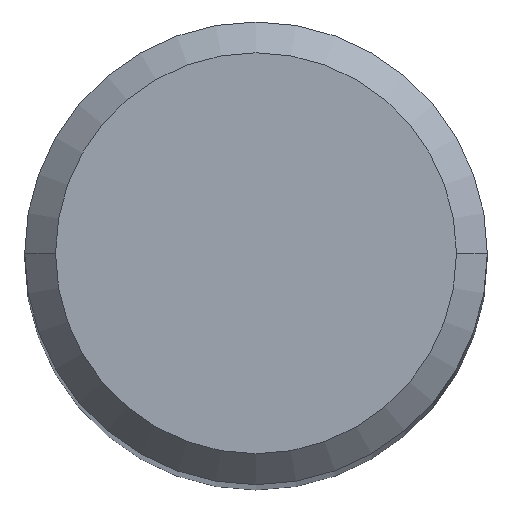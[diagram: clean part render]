
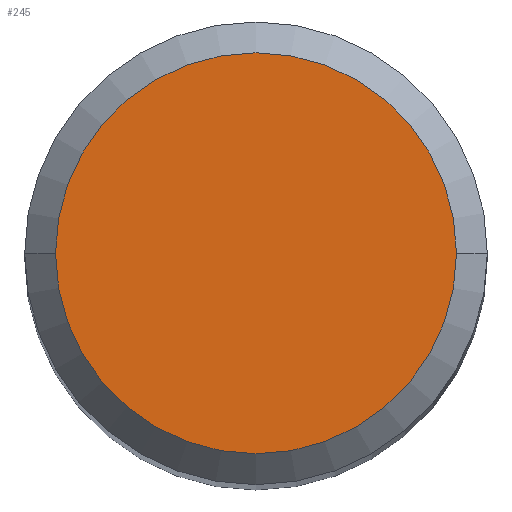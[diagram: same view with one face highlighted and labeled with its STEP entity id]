
A CAD part, top view. The second image highlights one B-rep face of the part: STEP entity #245.
In plain terms, the highlighted planar face has unit normal (0, 0, 1).
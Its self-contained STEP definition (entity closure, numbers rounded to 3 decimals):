
#12 = DIRECTION ( 'NONE',  ( 0., 0., 1. ) ) ;
#23 = EDGE_CURVE ( 'NONE', #256, #664, #50, .T. ) ;
#29 = CARTESIAN_POINT ( 'NONE',  ( -2.6, 0., 57. ) ) ;
#50 = CIRCLE ( 'NONE', #531, 2.6 ) ;
#80 = CARTESIAN_POINT ( 'NONE',  ( 2.6, 0., 57. ) ) ;
#147 = ORIENTED_EDGE ( 'NONE', *, *, #633, .T. ) ;
#181 = DIRECTION ( 'NONE',  ( 0., 0., 1. ) ) ;
#239 = DIRECTION ( 'NONE',  ( 1., 0., 0. ) ) ;
#244 = EDGE_LOOP ( 'NONE', ( #147, #636 ) ) ;
#245 = ADVANCED_FACE ( 'NONE', ( #359 ), #615, .T. ) ;
#256 = VERTEX_POINT ( 'NONE', #80 ) ;
#289 = CARTESIAN_POINT ( 'NONE',  ( 0., 3., 57. ) ) ;
#359 = FACE_OUTER_BOUND ( 'NONE', #244, .T. ) ;
#381 = AXIS2_PLACEMENT_3D ( 'NONE', #289, #446, #500 ) ;
#428 = CIRCLE ( 'NONE', #650, 2.6 ) ;
#437 = DIRECTION ( 'NONE',  ( 1., 0., 0. ) ) ;
#438 = CARTESIAN_POINT ( 'NONE',  ( 0., 0., 57. ) ) ;
#446 = DIRECTION ( 'NONE',  ( 0., 0., 1. ) ) ;
#500 = DIRECTION ( 'NONE',  ( 1., 0., 0. ) ) ;
#531 = AXIS2_PLACEMENT_3D ( 'NONE', #550, #12, #437 ) ;
#550 = CARTESIAN_POINT ( 'NONE',  ( 0., 0., 57. ) ) ;
#615 = PLANE ( 'NONE',  #381 ) ;
#633 = EDGE_CURVE ( 'NONE', #664, #256, #428, .T. ) ;
#636 = ORIENTED_EDGE ( 'NONE', *, *, #23, .T. ) ;
#650 = AXIS2_PLACEMENT_3D ( 'NONE', #438, #181, #239 ) ;
#664 = VERTEX_POINT ( 'NONE', #29 ) ;
